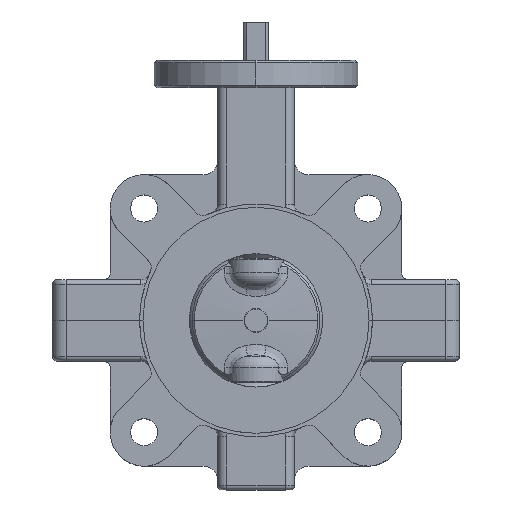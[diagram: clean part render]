
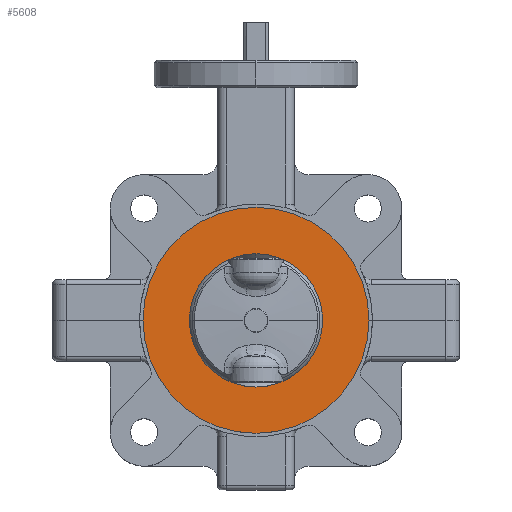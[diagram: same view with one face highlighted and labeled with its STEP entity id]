
A CAD part, top view. The second image highlights one B-rep face of the part: STEP entity #5608.
In plain terms, the highlighted planar face has unit normal (0, 0, 1).
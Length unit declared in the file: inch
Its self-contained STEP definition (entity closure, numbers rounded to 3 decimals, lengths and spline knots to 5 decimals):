
#132 = DIRECTION ( 'NONE',  ( 0., 0., 1. ) ) ;
#257 = ORIENTED_EDGE ( 'NONE', *, *, #10967, .F. ) ;
#765 = VERTEX_POINT ( 'NONE', #2140 ) ;
#864 = CIRCLE ( 'NONE', #4534, 1.16142 ) ;
#1070 = CARTESIAN_POINT ( 'NONE',  ( 0., -1.16142, 0.84646 ) ) ;
#1513 = VERTEX_POINT ( 'NONE', #1070 ) ;
#2140 = CARTESIAN_POINT ( 'NONE',  ( 0., 1.16142, 0.84646 ) ) ;
#3445 = CIRCLE ( 'NONE', #15600, 1.9685 ) ;
#3495 = PLANE ( 'NONE',  #17090 ) ;
#3670 = FACE_BOUND ( 'NONE', #6012, .T. ) ;
#3751 = DIRECTION ( 'NONE',  ( 0., -1., 0. ) ) ;
#4534 = AXIS2_PLACEMENT_3D ( 'NONE', #5341, #15794, #13133 ) ;
#4630 = DIRECTION ( 'NONE',  ( 0., -1., 0. ) ) ;
#4664 = AXIS2_PLACEMENT_3D ( 'NONE', #6852, #132, #5542 ) ;
#4909 = CARTESIAN_POINT ( 'NONE',  ( 0., 0., 0.84646 ) ) ;
#5341 = CARTESIAN_POINT ( 'NONE',  ( 0., 0., 0.84646 ) ) ;
#5542 = DIRECTION ( 'NONE',  ( 0., -1., 0. ) ) ;
#5608 = ADVANCED_FACE ( 'NONE', ( #6422, #3670 ), #3495, .T. ) ;
#5784 = CARTESIAN_POINT ( 'NONE',  ( 0., 1.9685, 0.84646 ) ) ;
#6012 = EDGE_LOOP ( 'NONE', ( #257, #16105 ) ) ;
#6422 = FACE_OUTER_BOUND ( 'NONE', #12561, .T. ) ;
#6852 = CARTESIAN_POINT ( 'NONE',  ( 0., 0., 0.84646 ) ) ;
#9343 = ORIENTED_EDGE ( 'NONE', *, *, #15166, .T. ) ;
#10136 = EDGE_CURVE ( 'NONE', #1513, #765, #14729, .T. ) ;
#10804 = VERTEX_POINT ( 'NONE', #13257 ) ;
#10967 = EDGE_CURVE ( 'NONE', #765, #1513, #864, .T. ) ;
#11321 = CARTESIAN_POINT ( 'NONE',  ( 0., 0., 0.84646 ) ) ;
#11694 = DIRECTION ( 'NONE',  ( 0., -1., 0. ) ) ;
#12308 = VERTEX_POINT ( 'NONE', #5784 ) ;
#12561 = EDGE_LOOP ( 'NONE', ( #15957, #9343 ) ) ;
#12923 = CARTESIAN_POINT ( 'NONE',  ( 0., 0., 0.84646 ) ) ;
#13133 = DIRECTION ( 'NONE',  ( 0., -1., 0. ) ) ;
#13257 = CARTESIAN_POINT ( 'NONE',  ( 0., -1.9685, 0.84646 ) ) ;
#13353 = EDGE_CURVE ( 'NONE', #12308, #10804, #16298, .T. ) ;
#14729 = CIRCLE ( 'NONE', #17018, 1.16142 ) ;
#15166 = EDGE_CURVE ( 'NONE', #10804, #12308, #3445, .T. ) ;
#15600 = AXIS2_PLACEMENT_3D ( 'NONE', #12923, #15876, #3751 ) ;
#15794 = DIRECTION ( 'NONE',  ( 0., 0., 1. ) ) ;
#15876 = DIRECTION ( 'NONE',  ( 0., 0., 1. ) ) ;
#15891 = DIRECTION ( 'NONE',  ( 0., 0., 1. ) ) ;
#15957 = ORIENTED_EDGE ( 'NONE', *, *, #13353, .T. ) ;
#16105 = ORIENTED_EDGE ( 'NONE', *, *, #10136, .F. ) ;
#16298 = CIRCLE ( 'NONE', #4664, 1.9685 ) ;
#16782 = DIRECTION ( 'NONE',  ( 0., 0., 1. ) ) ;
#17018 = AXIS2_PLACEMENT_3D ( 'NONE', #11321, #16782, #4630 ) ;
#17090 = AXIS2_PLACEMENT_3D ( 'NONE', #4909, #15891, #11694 ) ;
